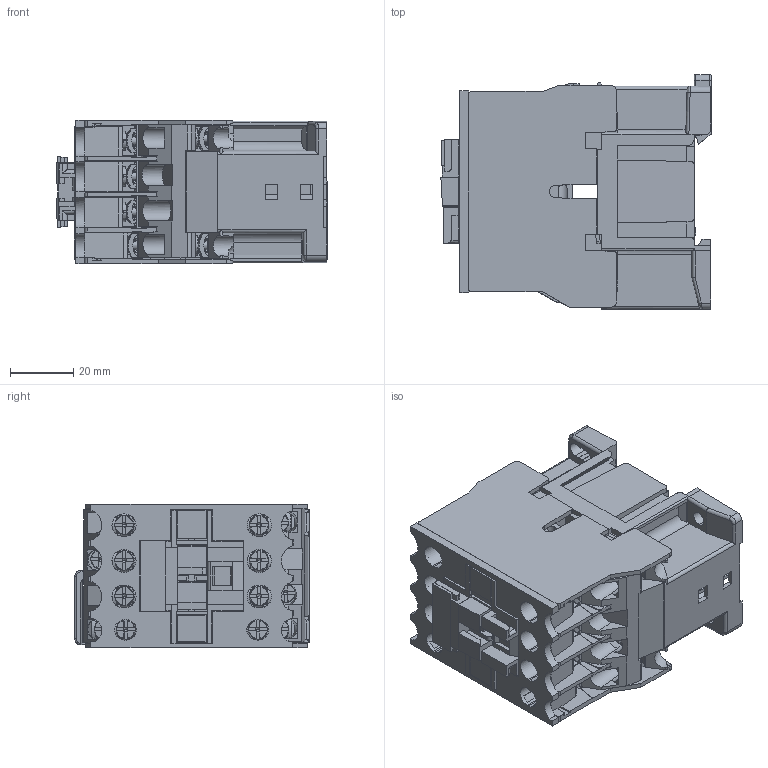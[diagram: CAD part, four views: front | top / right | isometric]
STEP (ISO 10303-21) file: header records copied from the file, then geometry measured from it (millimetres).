
FILE_DESCRIPTION((''),'2;1');
FILE_NAME('2400057BAO_SW0001','2017-09-22T',('xuping'),(''),'PRO/ENGINEER BY PARAMETRIC TECHNOLOGY CORPORATION, 2008380','PRO/ENGINEER BY PARAMETRIC TECHNOLOGY CORPORATION, 2008380','');
FILE_SCHEMA(('CONFIG_CONTROL_DESIGN'));
Products named in the file (1): 2400057BAO_SW0001
Bounding box: 85.79 x 74.5 x 45.7 mm (x, y, z)
Volume: 100236.7 mm3; surface area: 114797.6 mm2
Topology: 14 solids, 19 shells, 5722 faces, 16394 edges, 10477 vertices
Faces by surface type: plane 4032, cylinder 1130, torus 338, bspline 131, cone 77, sphere 10, extrusion 4
Entity records: 204521 total; most frequent: CARTESIAN_POINT 55706, ORIENTED_EDGE 32716, DIRECTION 28968, EDGE_CURVE 16358, VECTOR 12080, LINE 12076, VERTEX_POINT 10477, AXIS2_PLACEMENT_3D 8444
